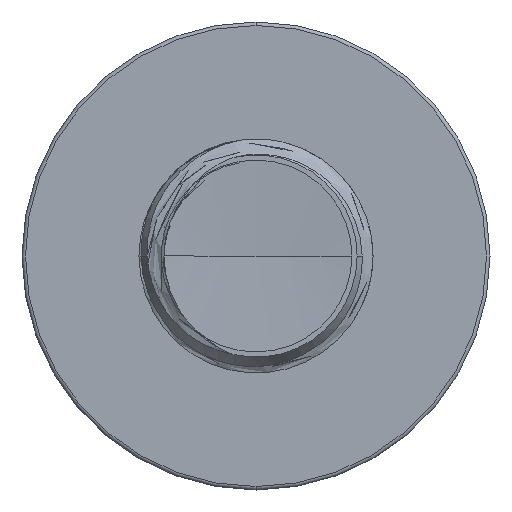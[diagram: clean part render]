
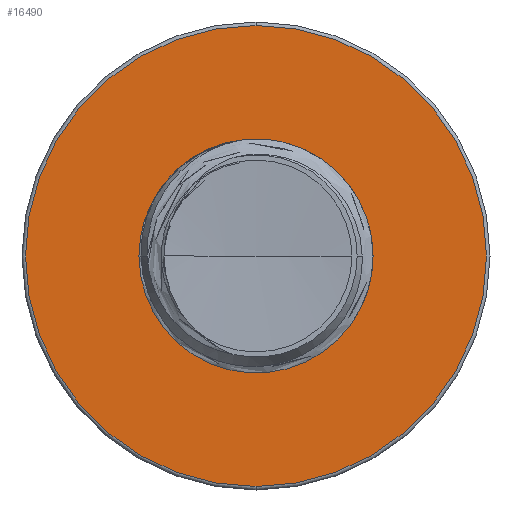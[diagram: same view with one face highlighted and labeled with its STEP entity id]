
A CAD part, front view. The second image highlights one B-rep face of the part: STEP entity #16490.
In plain terms, the highlighted planar face has unit normal (0, -1, 0).
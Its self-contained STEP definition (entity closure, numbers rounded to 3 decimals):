
#1851 = VERTEX_POINT ( 'NONE', #2013 ) ;
#1992 = AXIS2_PLACEMENT_3D ( 'NONE', #3715, #16258, #5635 ) ;
#2013 = CARTESIAN_POINT ( 'NONE',  ( 0., 7., 1.971 ) ) ;
#3365 = DIRECTION ( 'NONE',  ( 0., -1., 0. ) ) ;
#3715 = CARTESIAN_POINT ( 'NONE',  ( 0., 7., 0. ) ) ;
#4121 = EDGE_CURVE ( 'NONE', #17937, #1851, #19290, .T. ) ;
#5510 = CIRCLE ( 'NONE', #16195, 3.94 ) ;
#5635 = DIRECTION ( 'NONE',  ( 0., 0., -1. ) ) ;
#5755 = CARTESIAN_POINT ( 'NONE',  ( 0., 7., -3.94 ) ) ;
#5779 = AXIS2_PLACEMENT_3D ( 'NONE', #19435, #3365, #15946 ) ;
#6977 = DIRECTION ( 'NONE',  ( 0., -1., 0. ) ) ;
#7572 = FACE_BOUND ( 'NONE', #14990, .T. ) ;
#8143 = DIRECTION ( 'NONE',  ( 0., -1., 0. ) ) ;
#8850 = PLANE ( 'NONE',  #5779 ) ;
#9763 = CARTESIAN_POINT ( 'NONE',  ( 0., 7., 0. ) ) ;
#11076 = EDGE_CURVE ( 'NONE', #15601, #22809, #20330, .T. ) ;
#11530 = DIRECTION ( 'NONE',  ( 0., 0., -1. ) ) ;
#11889 = EDGE_LOOP ( 'NONE', ( #21034, #18247 ) ) ;
#13345 = FACE_OUTER_BOUND ( 'NONE', #11889, .T. ) ;
#14527 = AXIS2_PLACEMENT_3D ( 'NONE', #18685, #8143, #20497 ) ;
#14990 = EDGE_LOOP ( 'NONE', ( #20980, #18854 ) ) ;
#15601 = VERTEX_POINT ( 'NONE', #18002 ) ;
#15946 = DIRECTION ( 'NONE',  ( 0., 0., -1. ) ) ;
#16195 = AXIS2_PLACEMENT_3D ( 'NONE', #17509, #6977, #19333 ) ;
#16258 = DIRECTION ( 'NONE',  ( 0., -1., 0. ) ) ;
#16490 = ADVANCED_FACE ( 'NONE', ( #13345, #7572 ), #8850, .T. ) ;
#17509 = CARTESIAN_POINT ( 'NONE',  ( 0., 7., 0. ) ) ;
#17937 = VERTEX_POINT ( 'NONE', #18499 ) ;
#18002 = CARTESIAN_POINT ( 'NONE',  ( 0., 7., 3.94 ) ) ;
#18247 = ORIENTED_EDGE ( 'NONE', *, *, #11076, .T. ) ;
#18499 = CARTESIAN_POINT ( 'NONE',  ( 0., 7., -1.971 ) ) ;
#18685 = CARTESIAN_POINT ( 'NONE',  ( 0., 7., 0. ) ) ;
#18845 = CIRCLE ( 'NONE', #20673, 1.971 ) ;
#18854 = ORIENTED_EDGE ( 'NONE', *, *, #19770, .F. ) ;
#19290 = CIRCLE ( 'NONE', #1992, 1.971 ) ;
#19333 = DIRECTION ( 'NONE',  ( 0., 0., -1. ) ) ;
#19435 = CARTESIAN_POINT ( 'NONE',  ( 0., 7., 1.971 ) ) ;
#19770 = EDGE_CURVE ( 'NONE', #1851, #17937, #18845, .T. ) ;
#20330 = CIRCLE ( 'NONE', #14527, 3.94 ) ;
#20497 = DIRECTION ( 'NONE',  ( 0., 0., -1. ) ) ;
#20673 = AXIS2_PLACEMENT_3D ( 'NONE', #9763, #22148, #11530 ) ;
#20980 = ORIENTED_EDGE ( 'NONE', *, *, #4121, .F. ) ;
#21034 = ORIENTED_EDGE ( 'NONE', *, *, #21118, .T. ) ;
#21118 = EDGE_CURVE ( 'NONE', #22809, #15601, #5510, .T. ) ;
#22148 = DIRECTION ( 'NONE',  ( 0., -1., 0. ) ) ;
#22809 = VERTEX_POINT ( 'NONE', #5755 ) ;
